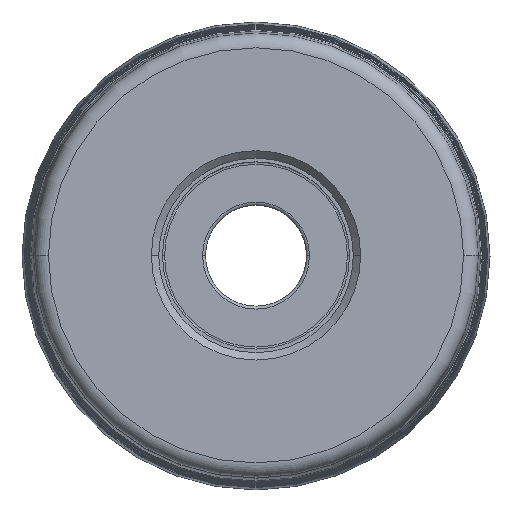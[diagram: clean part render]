
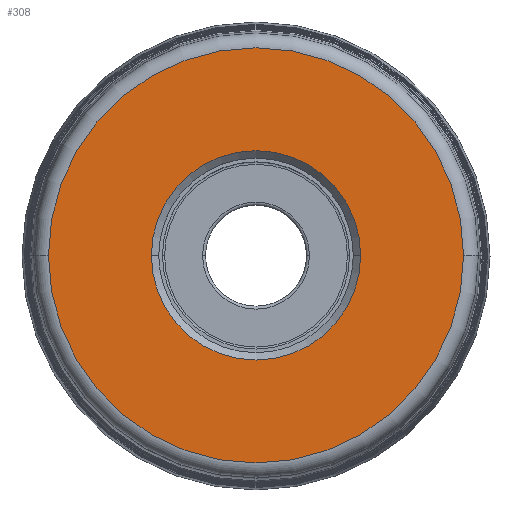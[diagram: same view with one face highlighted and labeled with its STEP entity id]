
A CAD part, top view. The second image highlights one B-rep face of the part: STEP entity #308.
In plain terms, the highlighted planar face has unit normal (0, 0, 1).
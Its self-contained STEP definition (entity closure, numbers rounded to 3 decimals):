
#44=PLANE('',#3682);
#52=FACE_BOUND('',#952,.T.);
#53=FACE_BOUND('',#953,.T.);
#308=ADVANCED_FACE('',(#52,#53),#44,.F.);
#952=EDGE_LOOP('',(#1670,#1671));
#953=EDGE_LOOP('',(#1672,#1673));
#1670=ORIENTED_EDGE('',*,*,#2363,.T.);
#1671=ORIENTED_EDGE('',*,*,#2362,.T.);
#1672=ORIENTED_EDGE('',*,*,#2364,.T.);
#1673=ORIENTED_EDGE('',*,*,#2365,.T.);
#1982=VERTEX_POINT('',#7353);
#1983=VERTEX_POINT('',#7355);
#1984=VERTEX_POINT('',#7360);
#1985=VERTEX_POINT('',#7361);
#2362=EDGE_CURVE('',#1982,#1983,#2926,.T.);
#2363=EDGE_CURVE('',#1983,#1982,#2927,.T.);
#2364=EDGE_CURVE('',#1984,#1985,#2928,.T.);
#2365=EDGE_CURVE('',#1985,#1984,#2929,.T.);
#2926=CIRCLE('',#3677,28.163);
#2927=CIRCLE('',#3679,28.163);
#2928=CIRCLE('',#3680,14.2);
#2929=CIRCLE('',#3681,14.2);
#3677=AXIS2_PLACEMENT_3D('',#7356,#4419,#4420);
#3679=AXIS2_PLACEMENT_3D('',#7358,#4423,#4424);
#3680=AXIS2_PLACEMENT_3D('',#7359,#4425,#4426);
#3681=AXIS2_PLACEMENT_3D('',#7362,#4427,#4428);
#3682=AXIS2_PLACEMENT_3D('',#7363,#4429,#4430);
#4419=DIRECTION('',(0.,0.,1.));
#4420=DIRECTION('',(-1.,0.,0.));
#4423=DIRECTION('',(0.,0.,1.));
#4424=DIRECTION('',(1.,0.,0.));
#4425=DIRECTION('',(0.,0.,-1.));
#4426=DIRECTION('',(1.,0.,0.));
#4427=DIRECTION('',(0.,0.,-1.));
#4428=DIRECTION('',(-1.,0.,0.));
#4429=DIRECTION('',(0.,0.,-1.));
#4430=DIRECTION('',(-1.,0.,0.));
#7353=CARTESIAN_POINT('',(-28.163,0.,0.));
#7355=CARTESIAN_POINT('',(28.163,0.,0.));
#7356=CARTESIAN_POINT('',(0.,0.,0.));
#7358=CARTESIAN_POINT('',(0.,0.,0.));
#7359=CARTESIAN_POINT('',(0.,0.,0.));
#7360=CARTESIAN_POINT('',(14.2,0.,0.));
#7361=CARTESIAN_POINT('',(-14.2,0.,0.));
#7362=CARTESIAN_POINT('',(0.,0.,0.));
#7363=CARTESIAN_POINT('',(0.,0.,0.));
